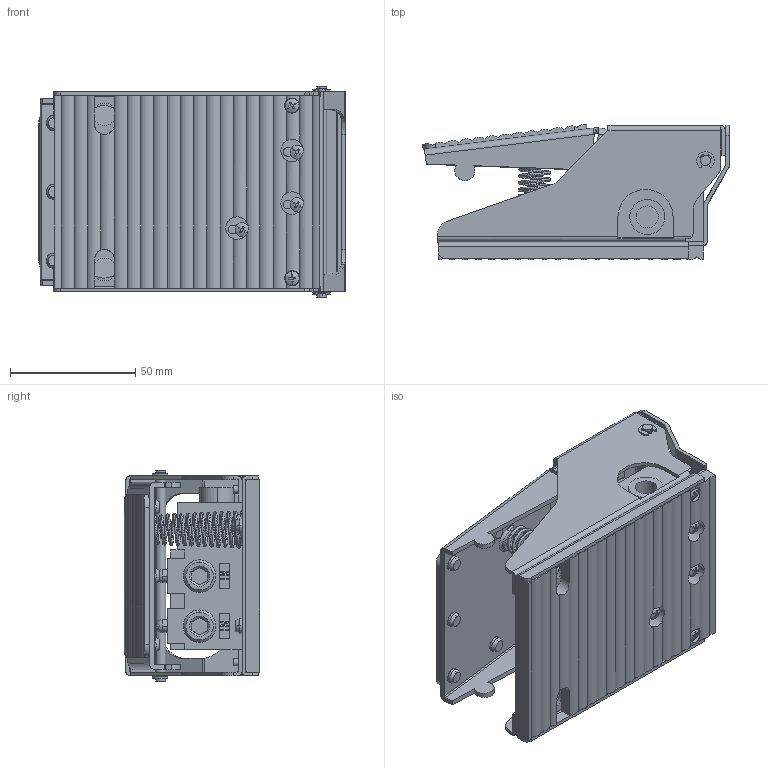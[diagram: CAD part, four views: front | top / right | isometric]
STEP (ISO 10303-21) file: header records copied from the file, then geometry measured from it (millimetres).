
FILE_DESCRIPTION (( 'STEP AP203' ), '1' );
FILE_NAME ('FV420.step', '2017-03-07T18:52:31', ( '' ), ( '' ), 'SwSTEP 2.0', 'SolidWorks 2016', '' );
FILE_SCHEMA (( 'CONFIG_CONTROL_DESIGN' ));
Length unit declared in the file: millimetre
Products named in the file (1): FV420
Bounding box: 122.56 x 54.04 x 84 mm (x, y, z)
Volume: 169752.6 mm3; surface area: 123835.3 mm2
Topology: 22 solids, 22 shells, 1061 faces, 2730 edges, 1769 vertices
Faces by surface type: plane 525, cylinder 408, cone 72, bspline 56
Entity records: 43645 total; most frequent: CARTESIAN_POINT 17644, ORIENTED_EDGE 5440, DIRECTION 5333, EDGE_CURVE 2720, AXIS2_PLACEMENT_3D 1902, VERTEX_POINT 1769, VECTOR 1529, LINE 1529
